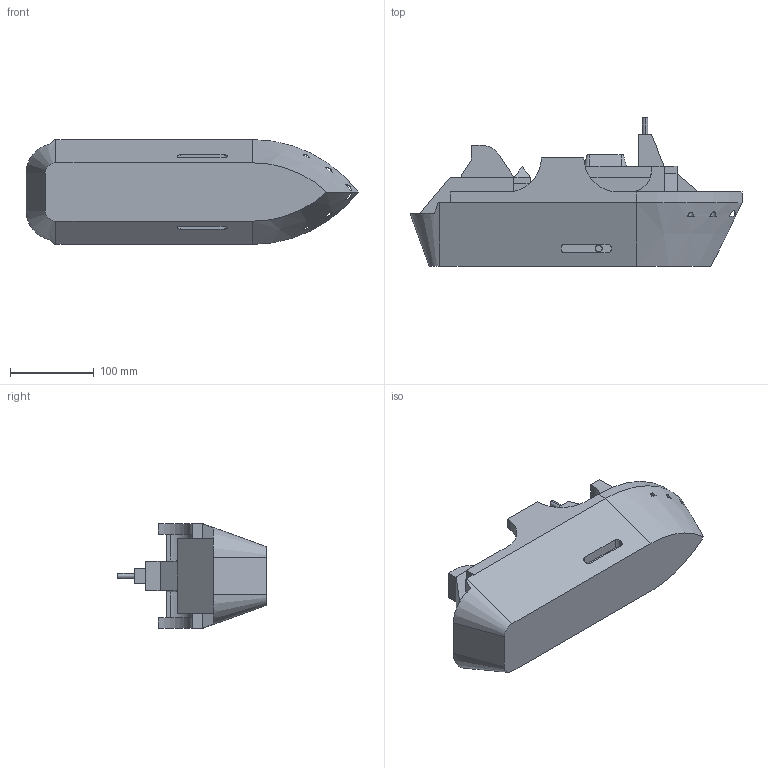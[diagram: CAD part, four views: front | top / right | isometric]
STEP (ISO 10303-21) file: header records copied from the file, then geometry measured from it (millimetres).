
FILE_DESCRIPTION (( 'STEP AP203' ), '1' );
FILE_NAME ('barcotridimensional_Predeterminado_sldprt.STEP', '2021-04-08T14:43:14', ( '' ), ( '' ), 'SwSTEP 2.0', 'SolidWorks 2020', '' );
FILE_SCHEMA (( 'CONFIG_CONTROL_DESIGN' ));
Length unit declared in the file: millimetre
Products named in the file (1): barcotridimensional_Predeterminado_sldprt
Bounding box: 396.93 x 177.8 x 125.32 mm (x, y, z)
Volume: 3535976.3 mm3; surface area: 197358.1 mm2
Topology: 1 solids, 2 shells, 140 faces, 371 edges, 241 vertices
Faces by surface type: plane 93, cylinder 38, cone 8, bspline 1
Entity records: 4809 total; most frequent: CARTESIAN_POINT 1222, ORIENTED_EDGE 742, DIRECTION 710, EDGE_CURVE 371, LINE 252, VECTOR 252, VERTEX_POINT 241, AXIS2_PLACEMENT_3D 229
